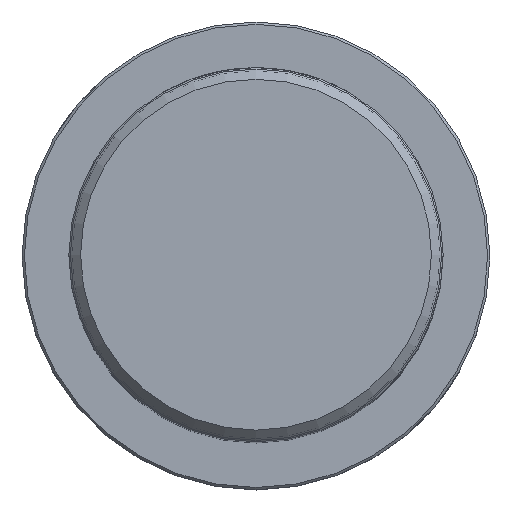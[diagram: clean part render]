
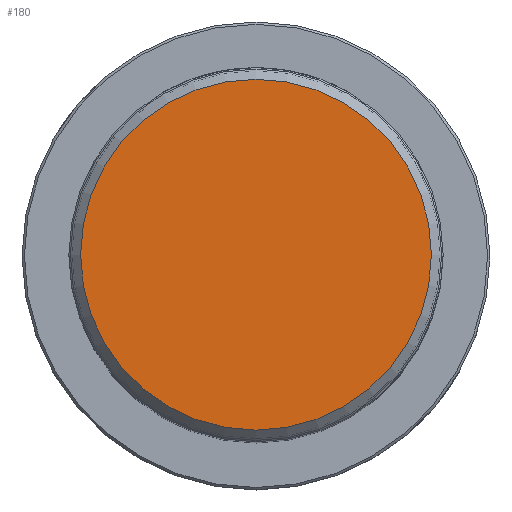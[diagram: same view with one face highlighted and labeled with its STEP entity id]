
A CAD part, top view. The second image highlights one B-rep face of the part: STEP entity #180.
In plain terms, the highlighted planar face has unit normal (0, 0, 1).
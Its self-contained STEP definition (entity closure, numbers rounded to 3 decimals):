
#151=PLANE('',#964);
#180=ADVANCED_FACE('CU_SU_2',(#236),#151,.F.);
#236=FACE_OUTER_BOUND('',#282,.T.);
#282=EDGE_LOOP('',(#490));
#389=CIRCLE('',#963,14.996);
#490=ORIENTED_EDGE('',*,*,#765,.F.);
#671=VERTEX_POINT('',#3092);
#765=EDGE_CURVE('',#671,#671,#389,.T.);
#963=AXIS2_PLACEMENT_3D('',#3091,#1109,#1110);
#964=AXIS2_PLACEMENT_3D('',#3093,#1111,#1112);
#1109=DIRECTION('',(0.,0.,-1.));
#1110=DIRECTION('',(-1.,0.,0.));
#1111=DIRECTION('',(0.,0.,-1.));
#1112=DIRECTION('',(-1.,0.,0.));
#3091=CARTESIAN_POINT('',(0.,0.,60.));
#3092=CARTESIAN_POINT('',(-14.996,0.,60.));
#3093=CARTESIAN_POINT('',(0.,0.,60.));
